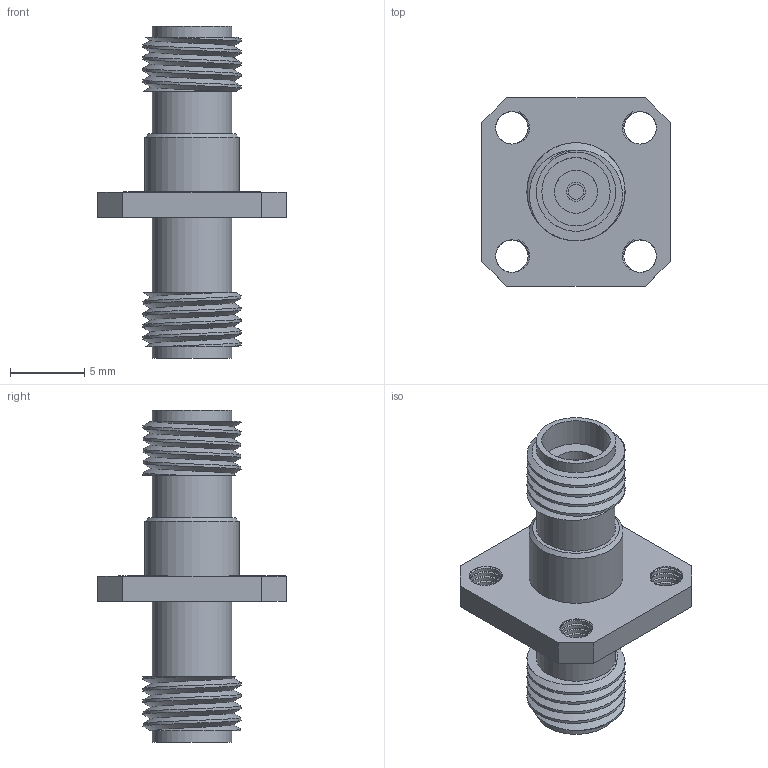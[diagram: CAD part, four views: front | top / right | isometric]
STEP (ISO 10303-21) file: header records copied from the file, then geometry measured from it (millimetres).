
FILE_DESCRIPTION(/* description */ ('Alibre Inc.'),/* implementation_level */ '2;1');
FILE_NAME(/* name */ 'export-0898322B-4F77-402D-B01F-24A846D2E126',/* time_stamp */ '2022-05-16T15:20:08-05:00',/* author */ (''),/* organization */ (''),/* preprocessor_version */ 'ST-DEVELOPER v17',/* originating_system */ 'Alibre',/* authorisation */ '');
FILE_SCHEMA (('AUTOMOTIVE_DESIGN'));
Length unit declared in the file: inch
Bounding box: 12.7 x 12.7 x 22.35 mm (x, y, z)
Volume: 699.4 mm3; surface area: 1072.3 mm2
Topology: 1 solids, 1 shells, 57 faces, 119 edges, 79 vertices
Faces by surface type: plane 25, cylinder 19, bspline 12, cone 1
Full cylindrical faces by diameter (mm): 1.026 x2, 1.27 x2, 2.896 x2, 4.597 x2, 5.334 x4, 6.35 x1
Entity records: 8018 total; most frequent: CARTESIAN_POINT 6923, ORIENTED_EDGE 210, DIRECTION 165, EDGE_CURVE 105, EDGE_LOOP 94, FACE_BOUND 94, AXIS2_PLACEMENT_3D 82, VERTEX_POINT 79
